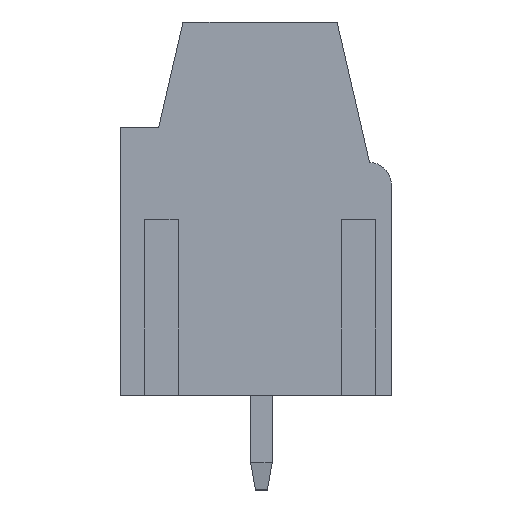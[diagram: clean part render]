
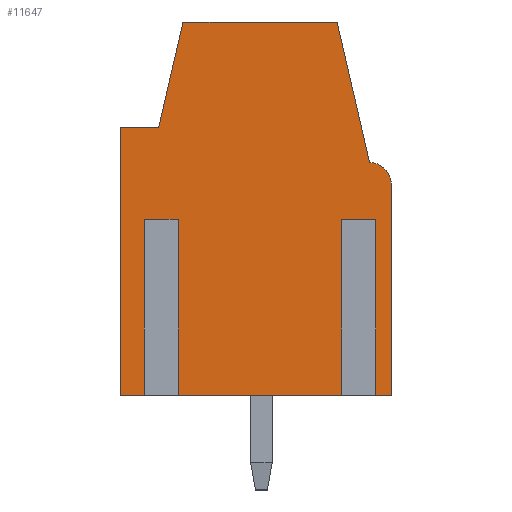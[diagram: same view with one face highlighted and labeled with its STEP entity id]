
A CAD part, left-side view. The second image highlights one B-rep face of the part: STEP entity #11647.
In plain terms, the highlighted planar face has unit normal (-1, 0, 0).
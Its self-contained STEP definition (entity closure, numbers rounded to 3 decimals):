
#11402=AXIS2_PLACEMENT_3D('Circle Axis2P3D',#11400,#11401,$) ;
#11584=AXIS2_PLACEMENT_3D('Plane Axis2P3D',#11581,#11582,#11583) ;
#10633=CARTESIAN_POINT('Vertex',(0.55,0.,3.5)) ;
#10636=CARTESIAN_POINT('Line Origine',(0.55,0.447,3.5)) ;
#10640=CARTESIAN_POINT('Vertex',(0.55,0.894,3.5)) ;
#10661=CARTESIAN_POINT('Vertex',(0.55,1.506,3.5)) ;
#10664=CARTESIAN_POINT('Line Origine',(0.55,4.85,3.5)) ;
#10668=CARTESIAN_POINT('Vertex',(0.55,8.194,3.5)) ;
#10689=CARTESIAN_POINT('Vertex',(0.55,8.806,3.5)) ;
#10692=CARTESIAN_POINT('Line Origine',(0.55,9.403,3.5)) ;
#10696=CARTESIAN_POINT('Vertex',(0.55,10.,3.5)) ;
#11140=CARTESIAN_POINT('Line Origine',(0.55,10.,8.45)) ;
#11144=CARTESIAN_POINT('Vertex',(0.55,10.,13.4)) ;
#11285=CARTESIAN_POINT('Vertex',(0.55,8.6,13.4)) ;
#11288=CARTESIAN_POINT('Line Origine',(0.55,8.15,15.35)) ;
#11292=CARTESIAN_POINT('Vertex',(0.55,7.7,17.3)) ;
#11316=CARTESIAN_POINT('Line Origine',(0.55,4.85,17.3)) ;
#11320=CARTESIAN_POINT('Vertex',(0.55,2.001,17.3)) ;
#11376=CARTESIAN_POINT('Line Origine',(0.55,1.4,14.7)) ;
#11380=CARTESIAN_POINT('Vertex',(0.55,0.8,12.1)) ;
#11400=CARTESIAN_POINT('Axis2P3D Location',(0.55,0.8,11.3)) ;
#11404=CARTESIAN_POINT('Vertex',(0.55,0.,11.3)) ;
#11424=CARTESIAN_POINT('Line Origine',(0.55,0.,7.4)) ;
#11581=CARTESIAN_POINT('Axis2P3D Location',(0.55,10.,0.)) ;
#11586=CARTESIAN_POINT('Line Origine',(0.55,1.506,6.75)) ;
#11590=CARTESIAN_POINT('Vertex',(0.55,1.506,10.)) ;
#11593=CARTESIAN_POINT('Line Origine',(0.55,1.2,10.)) ;
#11597=CARTESIAN_POINT('Vertex',(0.55,0.894,10.)) ;
#11600=CARTESIAN_POINT('Line Origine',(0.55,0.894,6.75)) ;
#11605=CARTESIAN_POINT('Line Origine',(0.55,9.3,13.4)) ;
#11610=CARTESIAN_POINT('Line Origine',(0.55,8.806,6.75)) ;
#11614=CARTESIAN_POINT('Vertex',(0.55,8.806,10.)) ;
#11617=CARTESIAN_POINT('Line Origine',(0.55,8.5,10.)) ;
#11621=CARTESIAN_POINT('Vertex',(0.55,8.194,10.)) ;
#11624=CARTESIAN_POINT('Line Origine',(0.55,8.194,6.75)) ;
#10637=DIRECTION('Vector Direction',(0.,-1.,0.)) ;
#10665=DIRECTION('Vector Direction',(0.,-1.,0.)) ;
#10693=DIRECTION('Vector Direction',(0.,-1.,0.)) ;
#11141=DIRECTION('Vector Direction',(0.,0.,-1.)) ;
#11289=DIRECTION('Vector Direction',(0.,0.225,-0.974)) ;
#11317=DIRECTION('Vector Direction',(0.,1.,0.)) ;
#11377=DIRECTION('Vector Direction',(0.,0.225,0.974)) ;
#11401=DIRECTION('Axis2P3D Direction',(-1.,0.,0.)) ;
#11425=DIRECTION('Vector Direction',(0.,0.,1.)) ;
#11582=DIRECTION('Axis2P3D Direction',(-1.,0.,0.)) ;
#11583=DIRECTION('Axis2P3D XDirection',(0.,1.,0.)) ;
#11587=DIRECTION('Vector Direction',(0.,0.,1.)) ;
#11594=DIRECTION('Vector Direction',(0.,1.,0.)) ;
#11601=DIRECTION('Vector Direction',(0.,0.,1.)) ;
#11606=DIRECTION('Vector Direction',(0.,1.,0.)) ;
#11611=DIRECTION('Vector Direction',(0.,0.,1.)) ;
#11618=DIRECTION('Vector Direction',(0.,1.,0.)) ;
#11625=DIRECTION('Vector Direction',(0.,0.,1.)) ;
#10638=VECTOR('Line Direction',#10637,1.) ;
#10666=VECTOR('Line Direction',#10665,1.) ;
#10694=VECTOR('Line Direction',#10693,1.) ;
#11142=VECTOR('Line Direction',#11141,1.) ;
#11290=VECTOR('Line Direction',#11289,1.) ;
#11318=VECTOR('Line Direction',#11317,1.) ;
#11378=VECTOR('Line Direction',#11377,1.) ;
#11426=VECTOR('Line Direction',#11425,1.) ;
#11588=VECTOR('Line Direction',#11587,1.) ;
#11595=VECTOR('Line Direction',#11594,1.) ;
#11602=VECTOR('Line Direction',#11601,1.) ;
#11607=VECTOR('Line Direction',#11606,1.) ;
#11612=VECTOR('Line Direction',#11611,1.) ;
#11619=VECTOR('Line Direction',#11618,1.) ;
#11626=VECTOR('Line Direction',#11625,1.) ;
#11630=ORIENTED_EDGE('',*,*,#10670,.T.) ;
#11631=ORIENTED_EDGE('',*,*,#11592,.T.) ;
#11632=ORIENTED_EDGE('',*,*,#11599,.F.) ;
#11633=ORIENTED_EDGE('',*,*,#11604,.F.) ;
#11634=ORIENTED_EDGE('',*,*,#10642,.T.) ;
#11635=ORIENTED_EDGE('',*,*,#11428,.T.) ;
#11636=ORIENTED_EDGE('',*,*,#11406,.T.) ;
#11637=ORIENTED_EDGE('',*,*,#11382,.T.) ;
#11638=ORIENTED_EDGE('',*,*,#11322,.T.) ;
#11639=ORIENTED_EDGE('',*,*,#11294,.T.) ;
#11640=ORIENTED_EDGE('',*,*,#11609,.T.) ;
#11641=ORIENTED_EDGE('',*,*,#11146,.T.) ;
#11642=ORIENTED_EDGE('',*,*,#10698,.T.) ;
#11643=ORIENTED_EDGE('',*,*,#11616,.T.) ;
#11644=ORIENTED_EDGE('',*,*,#11623,.F.) ;
#11645=ORIENTED_EDGE('',*,*,#11628,.F.) ;
#11647=ADVANCED_FACE('HOUSING',(#11646),#11585,.T.) ;
#11403=CIRCLE('generated circle',#11402,0.8) ;
#10642=EDGE_CURVE('',#10641,#10634,#10639,.T.) ;
#10670=EDGE_CURVE('',#10669,#10662,#10667,.T.) ;
#10698=EDGE_CURVE('',#10697,#10690,#10695,.T.) ;
#11146=EDGE_CURVE('',#11145,#10697,#11143,.T.) ;
#11294=EDGE_CURVE('',#11293,#11286,#11291,.T.) ;
#11322=EDGE_CURVE('',#11321,#11293,#11319,.T.) ;
#11382=EDGE_CURVE('',#11381,#11321,#11379,.T.) ;
#11406=EDGE_CURVE('',#11405,#11381,#11403,.T.) ;
#11428=EDGE_CURVE('',#10634,#11405,#11427,.T.) ;
#11592=EDGE_CURVE('',#10662,#11591,#11589,.T.) ;
#11599=EDGE_CURVE('',#11598,#11591,#11596,.T.) ;
#11604=EDGE_CURVE('',#10641,#11598,#11603,.T.) ;
#11609=EDGE_CURVE('',#11286,#11145,#11608,.T.) ;
#11616=EDGE_CURVE('',#10690,#11615,#11613,.T.) ;
#11623=EDGE_CURVE('',#11622,#11615,#11620,.T.) ;
#11628=EDGE_CURVE('',#10669,#11622,#11627,.T.) ;
#11629=EDGE_LOOP('',(#11630,#11631,#11632,#11633,#11634,#11635,#11636,#11637,#11638,#11639,#11640,#11641,#11642,#11643,#11644,#11645)) ;
#11646=FACE_OUTER_BOUND('',#11629,.T.) ;
#10639=LINE('Line',#10636,#10638) ;
#10667=LINE('Line',#10664,#10666) ;
#10695=LINE('Line',#10692,#10694) ;
#11143=LINE('Line',#11140,#11142) ;
#11291=LINE('Line',#11288,#11290) ;
#11319=LINE('Line',#11316,#11318) ;
#11379=LINE('Line',#11376,#11378) ;
#11427=LINE('Line',#11424,#11426) ;
#11589=LINE('Line',#11586,#11588) ;
#11596=LINE('Line',#11593,#11595) ;
#11603=LINE('Line',#11600,#11602) ;
#11608=LINE('Line',#11605,#11607) ;
#11613=LINE('Line',#11610,#11612) ;
#11620=LINE('Line',#11617,#11619) ;
#11627=LINE('Line',#11624,#11626) ;
#11585=PLANE('',#11584) ;
#10634=VERTEX_POINT('',#10633) ;
#10641=VERTEX_POINT('',#10640) ;
#10662=VERTEX_POINT('',#10661) ;
#10669=VERTEX_POINT('',#10668) ;
#10690=VERTEX_POINT('',#10689) ;
#10697=VERTEX_POINT('',#10696) ;
#11145=VERTEX_POINT('',#11144) ;
#11286=VERTEX_POINT('',#11285) ;
#11293=VERTEX_POINT('',#11292) ;
#11321=VERTEX_POINT('',#11320) ;
#11381=VERTEX_POINT('',#11380) ;
#11405=VERTEX_POINT('',#11404) ;
#11591=VERTEX_POINT('',#11590) ;
#11598=VERTEX_POINT('',#11597) ;
#11615=VERTEX_POINT('',#11614) ;
#11622=VERTEX_POINT('',#11621) ;
